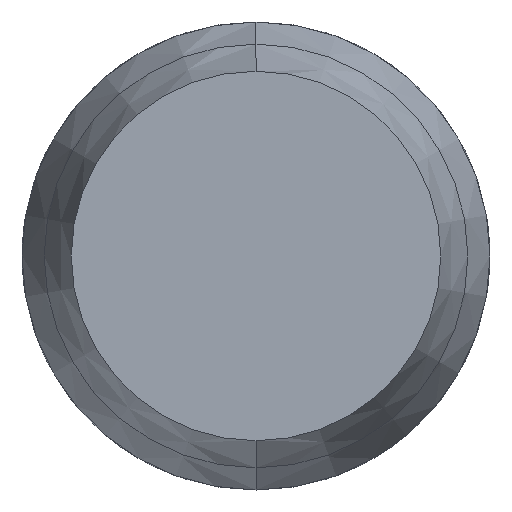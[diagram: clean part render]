
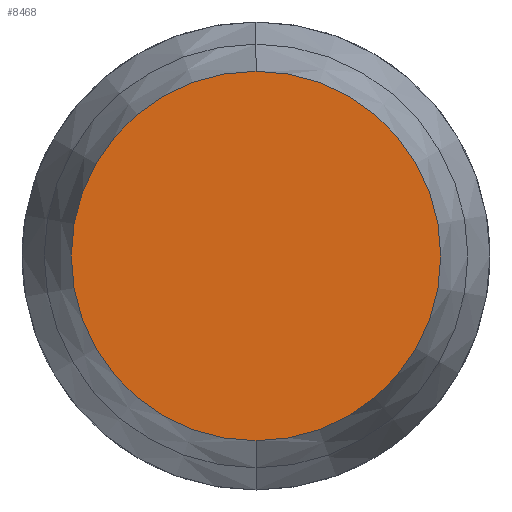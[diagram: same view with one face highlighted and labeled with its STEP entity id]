
A CAD part, front view. The second image highlights one B-rep face of the part: STEP entity #8468.
In plain terms, the highlighted planar face has unit normal (0, -1, 0).
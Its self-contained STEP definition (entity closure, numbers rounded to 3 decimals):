
#312 = EDGE_LOOP ( 'NONE', ( #8249, #2740 ) ) ;
#389 = DIRECTION ( 'NONE',  ( 0., 1., 0. ) ) ;
#1302 = VERTEX_POINT ( 'NONE', #5444 ) ;
#2308 = DIRECTION ( 'NONE',  ( 0., -1., 0. ) ) ;
#2740 = ORIENTED_EDGE ( 'NONE', *, *, #3471, .F. ) ;
#2947 = CARTESIAN_POINT ( 'NONE',  ( 0., -43., 0. ) ) ;
#3471 = EDGE_CURVE ( 'NONE', #1302, #7574, #4745, .T. ) ;
#3811 = DIRECTION ( 'NONE',  ( 0., 0., -1. ) ) ;
#4745 = CIRCLE ( 'NONE', #6957, 7.5 ) ;
#4829 = FACE_OUTER_BOUND ( 'NONE', #312, .T. ) ;
#4999 = AXIS2_PLACEMENT_3D ( 'NONE', #6575, #2308, #8327 ) ;
#5444 = CARTESIAN_POINT ( 'NONE',  ( 0., -43., 7.5 ) ) ;
#5507 = CARTESIAN_POINT ( 'NONE',  ( 0., -43., 0. ) ) ;
#6387 = DIRECTION ( 'NONE',  ( 0., 0., -1. ) ) ;
#6476 = EDGE_CURVE ( 'NONE', #7574, #1302, #8665, .T. ) ;
#6542 = CARTESIAN_POINT ( 'NONE',  ( 0., -43., -7.5 ) ) ;
#6575 = CARTESIAN_POINT ( 'NONE',  ( 0., -43., 0. ) ) ;
#6601 = PLANE ( 'NONE',  #4999 ) ;
#6957 = AXIS2_PLACEMENT_3D ( 'NONE', #5507, #389, #6387 ) ;
#7574 = VERTEX_POINT ( 'NONE', #6542 ) ;
#8249 = ORIENTED_EDGE ( 'NONE', *, *, #6476, .F. ) ;
#8327 = DIRECTION ( 'NONE',  ( 0., 0., 1. ) ) ;
#8468 = ADVANCED_FACE ( 'NONE', ( #4829 ), #6601, .T. ) ;
#8665 = CIRCLE ( 'NONE', #8970, 7.5 ) ;
#8970 = AXIS2_PLACEMENT_3D ( 'NONE', #2947, #8971, #3811 ) ;
#8971 = DIRECTION ( 'NONE',  ( 0., 1., 0. ) ) ;
